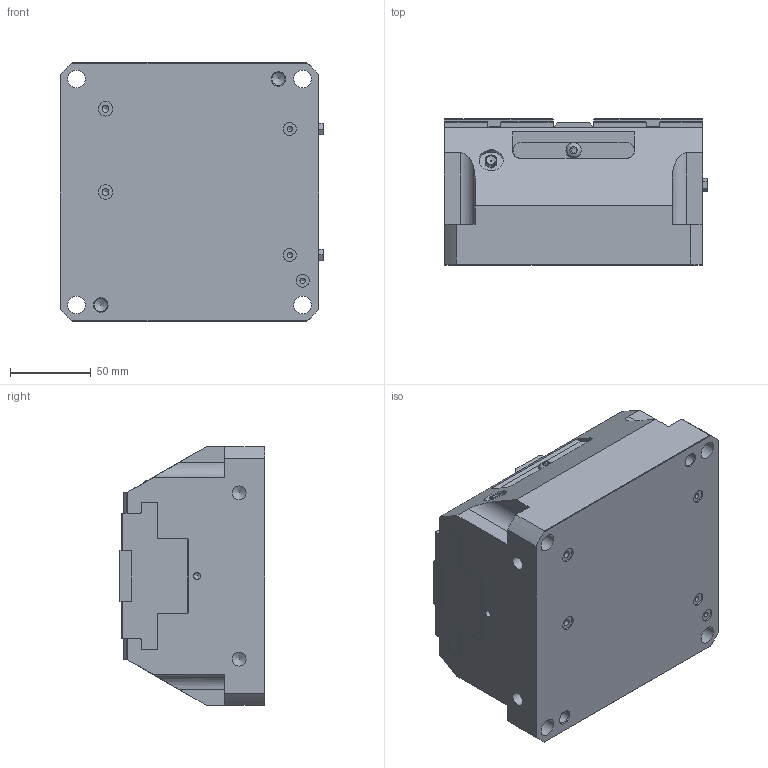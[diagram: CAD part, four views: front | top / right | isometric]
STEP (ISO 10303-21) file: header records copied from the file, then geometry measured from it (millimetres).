
FILE_DESCRIPTION(/* description */ (''),/* implementation_level */ '2;1');
FILE_NAME(/* name */ 'CFB-160-C2-PN.stp',/* time_stamp */ '2018-01-19T14:09:50+01:00',/* author */ ('Tecnico'),/* organization */ (''),/* preprocessor_version */ 'ST-DEVELOPER v16.13',/* originating_system */ 'Autodesk Inventor 2018',/* authorisation */ '');
FILE_SCHEMA (('AUTOMOTIVE_DESIGN { 1 0 10303 214 3 1 1 }'));
Length unit declared in the file: millimetre
Products named in the file (8): CFB-160-C2-PN; Corpo; Griffa; Coperchio; ISO 2338 - 5 h8 x 10 - B; DIN 7991 - M4x8; Mascherina-NO SENS; VTB M5
Assembly tree (10 placements, depth 2):
  CFB-160-C2-PN
    Corpo
    Griffa  x2
    Coperchio
    ISO 2338 - 5 h8 x 10 - B  x2
    DIN 7991 - M4x8  x2
    Mascherina-NO SENS
    VTB M5
Bounding box: 163 x 90.3 x 160 mm (x, y, z)
Volume: 1895227.5 mm3; surface area: 183636.1 mm2
Topology: 10 solids, 10 shells, 468 faces, 1201 edges, 770 vertices
Faces by surface type: plane 270, cylinder 108, cone 83, sphere 4, torus 2, bspline 1
Full cylindrical faces by diameter (mm): 3.3 x5, 4 x4, 4.134 x1, 4.2 x5, 5 x7, 5.2 x1, 6.647 x24, 8 x7, 8.566 x2, 9 x2, 9.5 x1, 11 x4, 15 x2
Entity records: 10168 total; most frequent: CARTESIAN_POINT 1844, DIRECTION 1661, ORIENTED_EDGE 1524, EDGE_CURVE 762, AXIS2_PLACEMENT_3D 589, VERTEX_POINT 538, EDGE_LOOP 490, LINE 483
